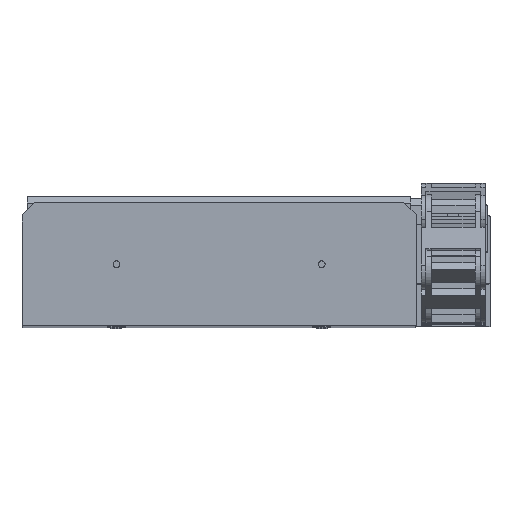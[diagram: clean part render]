
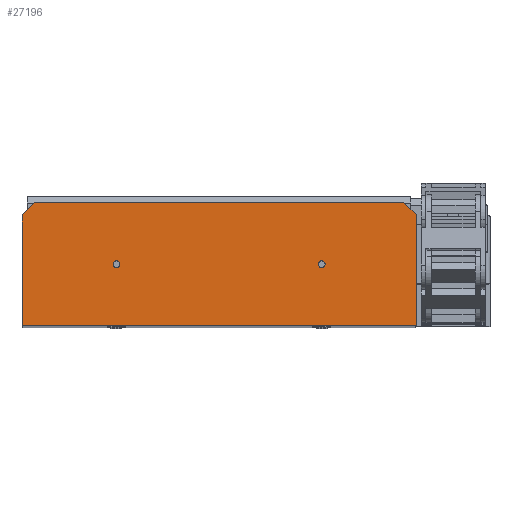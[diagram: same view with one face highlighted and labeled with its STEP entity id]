
A CAD part, top view. The second image highlights one B-rep face of the part: STEP entity #27196.
In plain terms, the highlighted planar face has unit normal (0, 0, 1).
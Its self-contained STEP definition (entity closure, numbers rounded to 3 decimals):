
#50 = CARTESIAN_POINT ( 'NONE',  ( -37.5, 22.8, 208.95 ) ) ;
#732 = EDGE_LOOP ( 'NONE', ( #21000, #40542, #38180, #30125, #27488, #22321 ) ) ;
#1257 = CARTESIAN_POINT ( 'NONE',  ( -67.5, 45.3, 208.95 ) ) ;
#2603 = CARTESIAN_POINT ( 'NONE',  ( -72., 40.8, 208.95 ) ) ;
#3196 = EDGE_CURVE ( 'NONE', #19343, #31987, #31390, .T. ) ;
#3290 = FACE_BOUND ( 'NONE', #35941, .T. ) ;
#3543 = AXIS2_PLACEMENT_3D ( 'NONE', #12141, #12356, #24436 ) ;
#3725 = CARTESIAN_POINT ( 'NONE',  ( -72., 40.8, 208.95 ) ) ;
#4221 = EDGE_CURVE ( 'NONE', #22057, #39641, #27609, .T. ) ;
#4227 = CARTESIAN_POINT ( 'NONE',  ( 36.25, 22.8, 208.95 ) ) ;
#4733 = AXIS2_PLACEMENT_3D ( 'NONE', #6558, #21527, #18663 ) ;
#4967 = DIRECTION ( 'NONE',  ( 0., 0., 1. ) ) ;
#5596 = AXIS2_PLACEMENT_3D ( 'NONE', #39379, #17054, #38975 ) ;
#5643 = EDGE_CURVE ( 'NONE', #23815, #19343, #10461, .T. ) ;
#5987 = VECTOR ( 'NONE', #24117, 1000. ) ;
#6175 = CARTESIAN_POINT ( 'NONE',  ( 67.5, 45.3, 208.95 ) ) ;
#6558 = CARTESIAN_POINT ( 'NONE',  ( 0., 0., 208.95 ) ) ;
#6778 = VECTOR ( 'NONE', #25619, 1000. ) ;
#7001 = LINE ( 'NONE', #1257, #11099 ) ;
#7403 = CARTESIAN_POINT ( 'NONE',  ( 72., 40.8, 208.95 ) ) ;
#7971 = AXIS2_PLACEMENT_3D ( 'NONE', #36529, #4967, #14570 ) ;
#8039 = CARTESIAN_POINT ( 'NONE',  ( -67.5, 45.3, 208.95 ) ) ;
#8128 = LINE ( 'NONE', #2603, #5987 ) ;
#8529 = CARTESIAN_POINT ( 'NONE',  ( -72., 0.3, 208.95 ) ) ;
#8553 = EDGE_CURVE ( 'NONE', #9601, #23815, #29307, .T. ) ;
#9016 = FACE_OUTER_BOUND ( 'NONE', #732, .T. ) ;
#9601 = VERTEX_POINT ( 'NONE', #13096 ) ;
#10249 = ORIENTED_EDGE ( 'NONE', *, *, #30214, .F. ) ;
#10461 = LINE ( 'NONE', #13734, #6778 ) ;
#10743 = CARTESIAN_POINT ( 'NONE',  ( -72., 40.8, 208.95 ) ) ;
#11099 = VECTOR ( 'NONE', #19516, 1000. ) ;
#12141 = CARTESIAN_POINT ( 'NONE',  ( 37.5, 22.8, 208.95 ) ) ;
#12356 = DIRECTION ( 'NONE',  ( 0., 0., 1. ) ) ;
#12859 = DIRECTION ( 'NONE',  ( 0., -1., 0. ) ) ;
#13096 = CARTESIAN_POINT ( 'NONE',  ( -72., 0.3, 208.95 ) ) ;
#13450 = EDGE_CURVE ( 'NONE', #15416, #34422, #8128, .T. ) ;
#13692 = ORIENTED_EDGE ( 'NONE', *, *, #28695, .F. ) ;
#13734 = CARTESIAN_POINT ( 'NONE',  ( 72., 40.8, 208.95 ) ) ;
#14570 = DIRECTION ( 'NONE',  ( 1., 0., 0. ) ) ;
#15080 = DIRECTION ( 'NONE',  ( 1., 0., 0. ) ) ;
#15209 = DIRECTION ( 'NONE',  ( 0., 0., 1. ) ) ;
#15416 = VERTEX_POINT ( 'NONE', #8039 ) ;
#16854 = CARTESIAN_POINT ( 'NONE',  ( -36.25, 22.8, 208.95 ) ) ;
#17054 = DIRECTION ( 'NONE',  ( 0., 0., 1. ) ) ;
#17376 = ORIENTED_EDGE ( 'NONE', *, *, #4221, .F. ) ;
#18663 = DIRECTION ( 'NONE',  ( 1., 0., 0. ) ) ;
#19107 = VERTEX_POINT ( 'NONE', #27317 ) ;
#19343 = VERTEX_POINT ( 'NONE', #7403 ) ;
#19516 = DIRECTION ( 'NONE',  ( -1., 0., 0. ) ) ;
#19584 = EDGE_LOOP ( 'NONE', ( #17376, #30284 ) ) ;
#20232 = EDGE_CURVE ( 'NONE', #34422, #9601, #20374, .T. ) ;
#20374 = LINE ( 'NONE', #10743, #30662 ) ;
#21000 = ORIENTED_EDGE ( 'NONE', *, *, #5643, .T. ) ;
#21199 = CIRCLE ( 'NONE', #3543, 1.25 ) ;
#21527 = DIRECTION ( 'NONE',  ( 0., 0., 1. ) ) ;
#22057 = VERTEX_POINT ( 'NONE', #16854 ) ;
#22321 = ORIENTED_EDGE ( 'NONE', *, *, #8553, .T. ) ;
#23287 = CARTESIAN_POINT ( 'NONE',  ( -38.75, 22.8, 208.95 ) ) ;
#23815 = VERTEX_POINT ( 'NONE', #26843 ) ;
#24117 = DIRECTION ( 'NONE',  ( -0.707, -0.707, 0. ) ) ;
#24436 = DIRECTION ( 'NONE',  ( 1., 0., 0. ) ) ;
#24899 = VERTEX_POINT ( 'NONE', #4227 ) ;
#25619 = DIRECTION ( 'NONE',  ( 0., 1., 0. ) ) ;
#26484 = VECTOR ( 'NONE', #15080, 1000. ) ;
#26843 = CARTESIAN_POINT ( 'NONE',  ( 72., 0.3, 208.95 ) ) ;
#27196 = ADVANCED_FACE ( 'NONE', ( #28287, #3290, #9016 ), #37318, .T. ) ;
#27317 = CARTESIAN_POINT ( 'NONE',  ( 38.75, 22.8, 208.95 ) ) ;
#27488 = ORIENTED_EDGE ( 'NONE', *, *, #20232, .T. ) ;
#27609 = CIRCLE ( 'NONE', #7971, 1.25 ) ;
#27718 = DIRECTION ( 'NONE',  ( 1., 0., 0. ) ) ;
#28287 = FACE_BOUND ( 'NONE', #19584, .T. ) ;
#28695 = EDGE_CURVE ( 'NONE', #24899, #19107, #21199, .T. ) ;
#29307 = LINE ( 'NONE', #8529, #26484 ) ;
#30125 = ORIENTED_EDGE ( 'NONE', *, *, #13450, .T. ) ;
#30214 = EDGE_CURVE ( 'NONE', #19107, #24899, #34407, .T. ) ;
#30284 = ORIENTED_EDGE ( 'NONE', *, *, #39064, .F. ) ;
#30662 = VECTOR ( 'NONE', #12859, 1000. ) ;
#31373 = VECTOR ( 'NONE', #40408, 1000. ) ;
#31390 = LINE ( 'NONE', #6175, #31373 ) ;
#31987 = VERTEX_POINT ( 'NONE', #37282 ) ;
#34407 = CIRCLE ( 'NONE', #5596, 1.25 ) ;
#34422 = VERTEX_POINT ( 'NONE', #3725 ) ;
#35579 = EDGE_CURVE ( 'NONE', #31987, #15416, #7001, .T. ) ;
#35941 = EDGE_LOOP ( 'NONE', ( #10249, #13692 ) ) ;
#36529 = CARTESIAN_POINT ( 'NONE',  ( -37.5, 22.8, 208.95 ) ) ;
#37282 = CARTESIAN_POINT ( 'NONE',  ( 67.5, 45.3, 208.95 ) ) ;
#37318 = PLANE ( 'NONE',  #4733 ) ;
#38180 = ORIENTED_EDGE ( 'NONE', *, *, #35579, .T. ) ;
#38975 = DIRECTION ( 'NONE',  ( 1., 0., 0. ) ) ;
#39064 = EDGE_CURVE ( 'NONE', #39641, #22057, #39989, .T. ) ;
#39379 = CARTESIAN_POINT ( 'NONE',  ( 37.5, 22.8, 208.95 ) ) ;
#39641 = VERTEX_POINT ( 'NONE', #23287 ) ;
#39989 = CIRCLE ( 'NONE', #40010, 1.25 ) ;
#40010 = AXIS2_PLACEMENT_3D ( 'NONE', #50, #15209, #27718 ) ;
#40408 = DIRECTION ( 'NONE',  ( -0.707, 0.707, 0. ) ) ;
#40542 = ORIENTED_EDGE ( 'NONE', *, *, #3196, .T. ) ;
